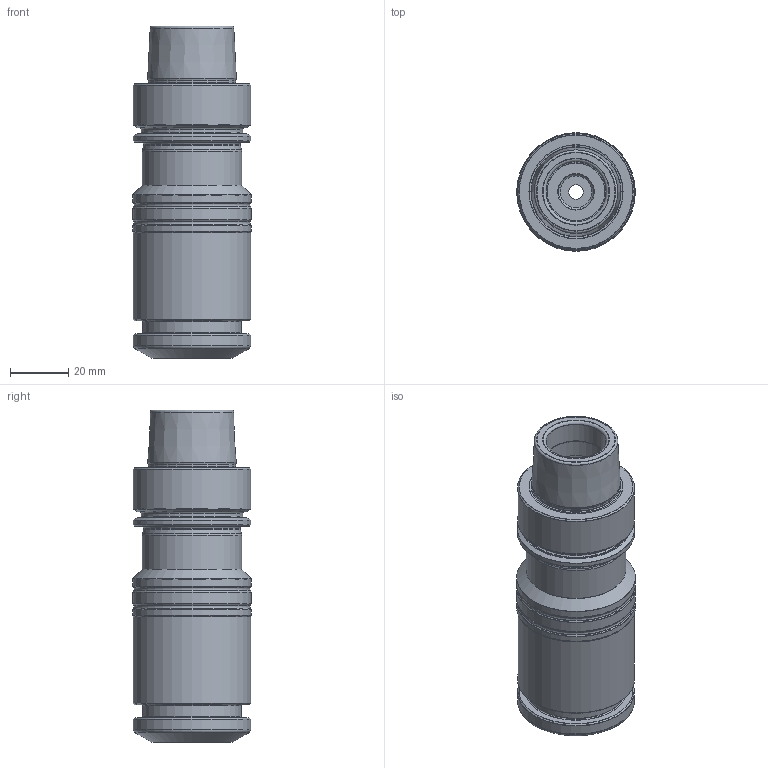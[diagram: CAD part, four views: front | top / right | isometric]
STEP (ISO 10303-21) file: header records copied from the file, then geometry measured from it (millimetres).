
FILE_DESCRIPTION(/* description */ (''),/* implementation_level */ '2;1');
FILE_NAME(/* name */ '454072554.stp',/* time_stamp */ '2021-01-08T12:24:58',/* author */ ('LRA'),/* organization */ ('REGO-FIX'),/* preprocessor_version */ ' Unknown',/* originating_system */ 'SIEMENS PLM Software Solid Edge ST10',/* authorization */ 'Unknown');
FILE_SCHEMA (('AUTOMOTIVE_DESIGN { 1 0 10303 214 2 1 1}'));
Length unit declared in the file: millimetre
Products named in the file (1): NOCUT
Bounding box: 40.8 x 40.8 x 114.2 mm (x, y, z)
Volume: 162749.5 mm3; surface area: 48535 mm2
Topology: 2 solids, 2 shells, 136 faces, 266 edges, 152 vertices
Faces by surface type: cone 44, cylinder 38, torus 32, plane 22
Full cylindrical faces by diameter (mm): 5 x2, 10.917 x2, 13 x2, 20.7 x2, 21 x2, 25 x2, 25.5 x2, 29.909 x1, 30.11 x1, 33.3 x2, 34 x3, 34.3 x1, 34.8 x2, 40 x4, 40.3 x4, 40.5 x3, 40.8 x3
Entity records: 3721 total; most frequent: DIRECTION 552, CARTESIAN_POINT 412, AXIS2_PLACEMENT_3D 276, ORIENTED_EDGE 272, EDGE_LOOP 272, FACE_BOUND 272, EDGE_CURVE 136, VERTEX_POINT 136
